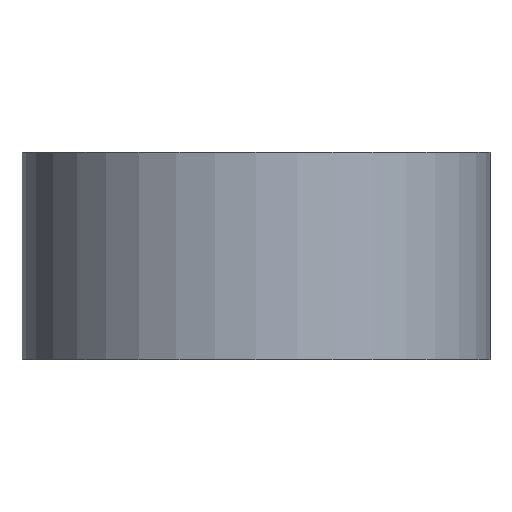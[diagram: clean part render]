
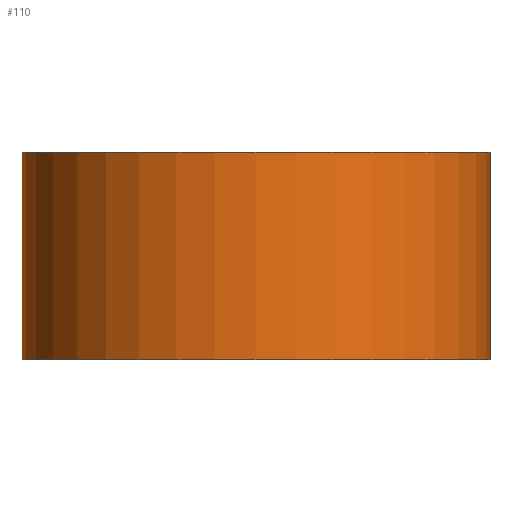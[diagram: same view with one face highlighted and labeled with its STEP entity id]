
A CAD part, front view. The second image highlights one B-rep face of the part: STEP entity #110.
In plain terms, the highlighted cylindrical face has radius 17.882 mm (diameter 35.763 mm), a partial arc.
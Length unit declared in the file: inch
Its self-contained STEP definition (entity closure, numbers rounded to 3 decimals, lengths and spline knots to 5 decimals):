
#5 = CARTESIAN_POINT ( 'NONE',  ( -0.048, -1.781, 0.3125 ) ) ;
#20 = CYLINDRICAL_SURFACE ( 'NONE', #329, 0.704 ) ;
#33 = ORIENTED_EDGE ( 'NONE', *, *, #113, .F. ) ;
#45 = EDGE_LOOP ( 'NONE', ( #144, #33, #407, #466 ) ) ;
#49 = VERTEX_POINT ( 'NONE', #181 ) ;
#85 = AXIS2_PLACEMENT_3D ( 'NONE', #443, #480, #481 ) ;
#90 = CARTESIAN_POINT ( 'NONE',  ( 0.656, -1.077, 0.3125 ) ) ;
#96 = DIRECTION ( 'NONE',  ( 0., 0., -1. ) ) ;
#110 = ADVANCED_FACE ( 'NONE', ( #125 ), #20, .T. ) ;
#113 = EDGE_CURVE ( 'NONE', #535, #49, #371, .T. ) ;
#116 = DIRECTION ( 'NONE',  ( 0., 0., -1. ) ) ;
#125 = FACE_OUTER_BOUND ( 'NONE', #45, .T. ) ;
#128 = EDGE_CURVE ( 'NONE', #49, #302, #238, .T. ) ;
#142 = DIRECTION ( 'NONE',  ( -1., 0., 0. ) ) ;
#144 = ORIENTED_EDGE ( 'NONE', *, *, #128, .F. ) ;
#163 = VERTEX_POINT ( 'NONE', #486 ) ;
#181 = CARTESIAN_POINT ( 'NONE',  ( 0.656, -1.077, -0.3125 ) ) ;
#186 = CIRCLE ( 'NONE', #470, 0.704 ) ;
#187 = CARTESIAN_POINT ( 'NONE',  ( 0.656, -1.781, 0.3125 ) ) ;
#190 = DIRECTION ( 'NONE',  ( 0., 0., -1. ) ) ;
#238 = CIRCLE ( 'NONE', #85, 0.704 ) ;
#275 = VECTOR ( 'NONE', #116, 39.37008 ) ;
#302 = VERTEX_POINT ( 'NONE', #405 ) ;
#310 = CARTESIAN_POINT ( 'NONE',  ( 0.656, -1.077, 0.3125 ) ) ;
#311 = DIRECTION ( 'NONE',  ( 0., 0., -1. ) ) ;
#329 = AXIS2_PLACEMENT_3D ( 'NONE', #187, #190, #142 ) ;
#365 = CARTESIAN_POINT ( 'NONE',  ( 0.656, -1.781, 0.3125 ) ) ;
#371 = LINE ( 'NONE', #310, #468 ) ;
#391 = DIRECTION ( 'NONE',  ( 1., 0., 0. ) ) ;
#405 = CARTESIAN_POINT ( 'NONE',  ( -0.048, -1.781, -0.3125 ) ) ;
#407 = ORIENTED_EDGE ( 'NONE', *, *, #409, .T. ) ;
#409 = EDGE_CURVE ( 'NONE', #535, #163, #186, .T. ) ;
#443 = CARTESIAN_POINT ( 'NONE',  ( 0.656, -1.781, -0.3125 ) ) ;
#466 = ORIENTED_EDGE ( 'NONE', *, *, #509, .T. ) ;
#468 = VECTOR ( 'NONE', #311, 39.37008 ) ;
#470 = AXIS2_PLACEMENT_3D ( 'NONE', #365, #96, #391 ) ;
#480 = DIRECTION ( 'NONE',  ( 0., 0., -1. ) ) ;
#481 = DIRECTION ( 'NONE',  ( 1., 0., 0. ) ) ;
#486 = CARTESIAN_POINT ( 'NONE',  ( -0.048, -1.781, 0.3125 ) ) ;
#508 = LINE ( 'NONE', #5, #275 ) ;
#509 = EDGE_CURVE ( 'NONE', #163, #302, #508, .T. ) ;
#535 = VERTEX_POINT ( 'NONE', #90 ) ;
